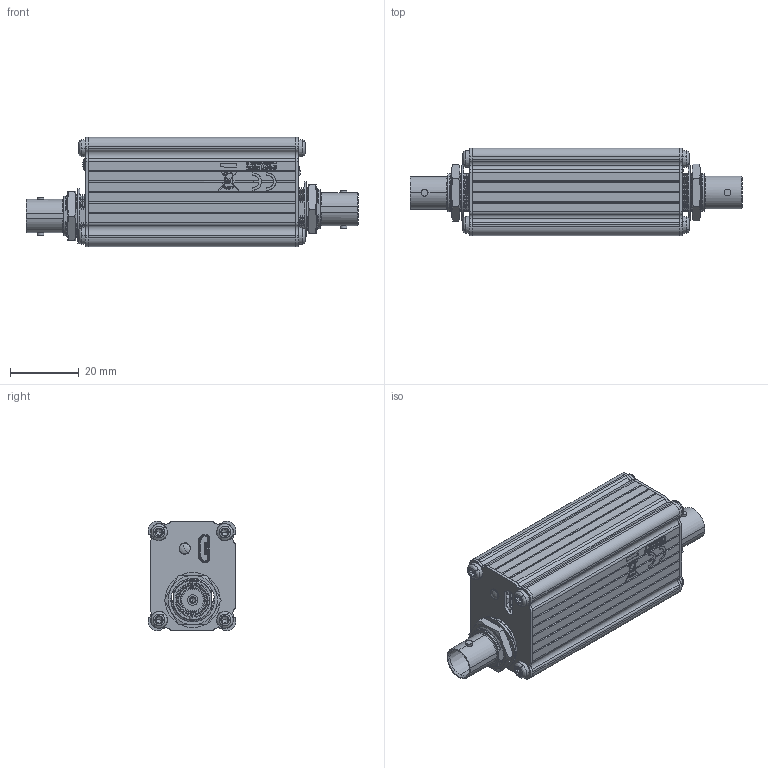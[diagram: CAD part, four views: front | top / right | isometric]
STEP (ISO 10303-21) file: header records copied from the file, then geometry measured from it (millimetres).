
FILE_DESCRIPTION (( 'STEP AP203' ), '1' );
FILE_NAME ('AMP110 WEB.STEP', '2018-06-11T12:25:59', ( '' ), ( '' ), 'SwSTEP 2.0', 'SolidWorks 2018', '' );
FILE_SCHEMA (( 'CONFIG_CONTROL_DESIGN' ));
Length unit declared in the file: millimetre
Products named in the file (1): AMP110 WEB
Bounding box: 96.6 x 25.4 x 31.75 mm (x, y, z)
Volume: 23401.2 mm3; surface area: 26750.7 mm2
Topology: 22 solids, 26 shells, 4939 faces, 14164 edges, 9445 vertices
Faces by surface type: plane 2649, cylinder 1033, bspline 935, cone 304, torus 16, sphere 2
Entity records: 295904 total; most frequent: CARTESIAN_POINT 176219, ORIENTED_EDGE 28256, DIRECTION 20025, EDGE_CURVE 14128, VERTEX_POINT 9445, VECTOR 8967, LINE 8967, AXIS2_PLACEMENT_3D 5529
